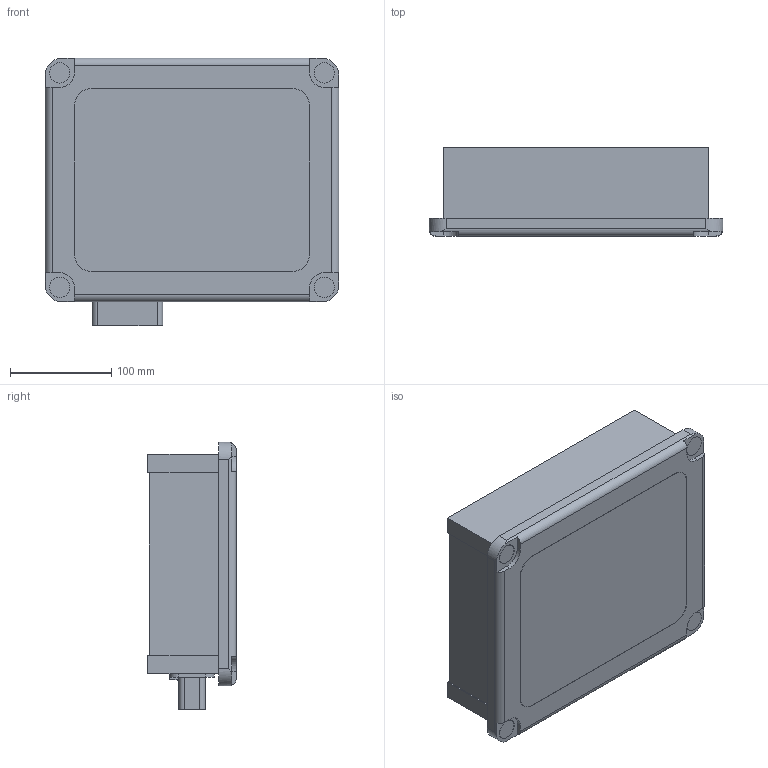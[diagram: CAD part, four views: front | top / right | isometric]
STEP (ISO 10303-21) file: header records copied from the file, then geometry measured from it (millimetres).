
FILE_DESCRIPTION(('starvars output'),'2;1');
FILE_NAME('ZARB12H_3D.stp','09:09:14 2020/04/08',( 'Thomas Industrial Network Germany GmbH'),( 'Thomas Industrial Network Germany GmbH'),'unknown preprocess','ACIS' ,'unknown authorization');
FILE_SCHEMA(('AUTOMOTIVE_DESIGN_CC2 {UNKNOWN IMPLEMENTATION LEVEL}'));
Length unit declared in the file: millimetre
Products named in the file (1): PRODUCT_ID_1
Bounding box: 291 x 87.6 x 264.8 mm (x, y, z)
Volume: 5150939.3 mm3; surface area: 233655.4 mm2
Topology: 1 solids, 1 shells, 120 faces, 309 edges, 206 vertices
Faces by surface type: plane 74, cylinder 46
Entity records: 4584 total; most frequent: CARTESIAN_POINT 641, ORIENTED_EDGE 618, DIRECTION 579, EDGE_CURVE 309, VERTEX_POINT 206, VECTOR 203, LINE 203, AXIS2_PLACEMENT_3D 188
